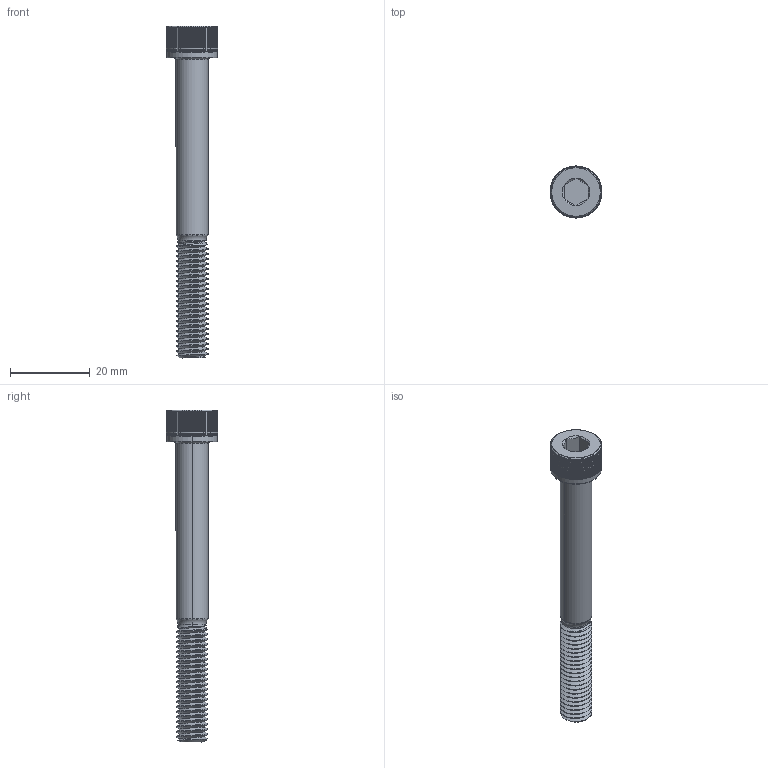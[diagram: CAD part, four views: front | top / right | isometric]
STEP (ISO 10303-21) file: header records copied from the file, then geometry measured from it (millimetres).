
FILE_DESCRIPTION (( 'STEP AP203' ), '1' );
FILE_NAME ('91290A461_Alloy Steel Socket Head Screw.STEP', '2024-11-04T16:17:28', ( 'Administrator' ), ( 'Managed by Terraform' ), 'SwSTEP 2.0', 'SolidWorks 2017', '' );
FILE_SCHEMA (( 'CONFIG_CONTROL_DESIGN' ));
Length unit declared in the file: millimetre
Products named in the file (1): 91290A461_Alloy Steel Socket Head Screw
Bounding box: 13 x 13 x 83 mm (x, y, z)
Volume: 4297.9 mm3; surface area: 3076.7 mm2
Topology: 1 solids, 1 shells, 602 faces, 1761 edges, 1163 vertices
Faces by surface type: cylinder 238, torus 176, plane 171, cone 14, bspline 3
Entity records: 30078 total; most frequent: CARTESIAN_POINT 15721, ORIENTED_EDGE 3522, DIRECTION 2362, EDGE_CURVE 1761, VERTEX_POINT 1163, AXIS2_PLACEMENT_3D 973, B_SPLINE_CURVE_WITH_KNOTS 881, EDGE_LOOP 604
